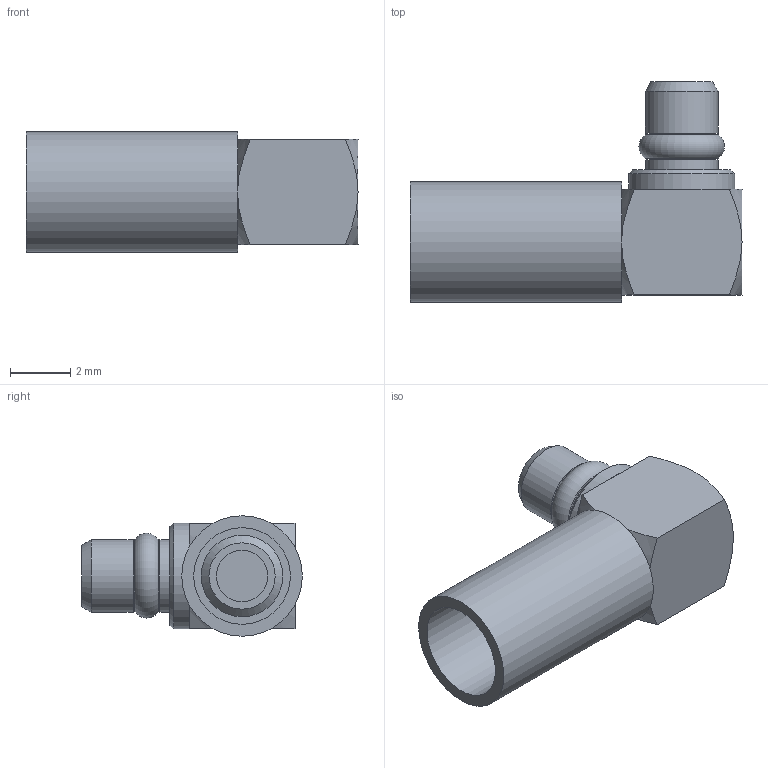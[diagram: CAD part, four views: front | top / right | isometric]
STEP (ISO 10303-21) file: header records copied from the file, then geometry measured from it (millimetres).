
FILE_DESCRIPTION (( 'STEP AP203' ), '1' );
FILE_NAME ('PE4898.step', '2019-11-08T19:14:25', ( '' ), ( '' ), 'SwSTEP 2.0', 'SolidWorks 2018', '' );
FILE_SCHEMA (( 'CONFIG_CONTROL_DESIGN' ));
Length unit declared in the file: inch
Products named in the file (1): PE4898
Bounding box: 10.99 x 7.3 x 3.99 mm (x, y, z)
Volume: 108.8 mm3; surface area: 348.4 mm2
Topology: 2 solids, 2 shells, 44 faces, 85 edges, 52 vertices
Faces by surface type: plane 20, cylinder 11, cone 11, torus 1, sphere 1
Full cylindrical faces by diameter (mm): 0.508 x1, 1.575 x1, 1.7 x1, 2.146 x1, 2.4 x2, 2.7 x1, 3.2 x1, 3.505 x1, 3.988 x1
Entity records: 1163 total; most frequent: CARTESIAN_POINT 279, DIRECTION 174, ORIENTED_EDGE 132, AXIS2_PLACEMENT_3D 81, EDGE_CURVE 66, EDGE_LOOP 66, FACE_OUTER_BOUND 54, VERTEX_POINT 48
